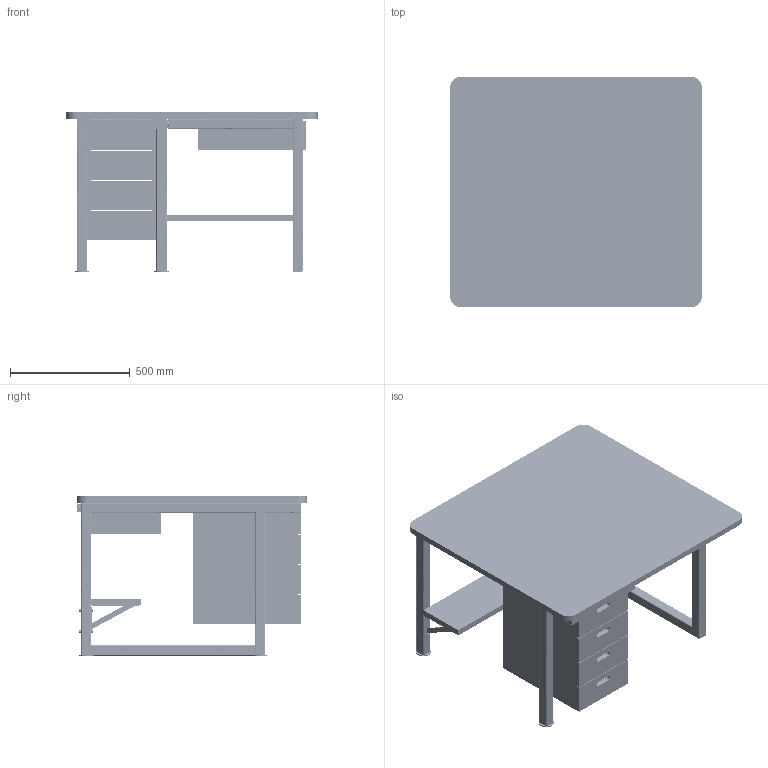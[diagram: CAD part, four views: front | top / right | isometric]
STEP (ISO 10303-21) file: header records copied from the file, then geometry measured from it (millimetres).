
FILE_DESCRIPTION(('FreeCAD Model'),'2;1');
FILE_NAME('Open CASCADE Shape Model','2025-05-01T20:22:36',('FreeCAD'),( 'FreeCAD'),'Open CASCADE STEP processor 7.6','FreeCAD','Unknown');
FILE_SCHEMA(('AUTOMOTIVE_DESIGN { 1 0 10303 214 1 1 1 1 }'));
Products named in the file (1): Open CASCADE STEP translator 7.6 1
Bounding box: 1050.95 x 963.38 x 665.6 mm (x, y, z)
Volume: 59254126.8 mm3; surface area: 9181136.6 mm2
Topology: 81 solids, 81 shells, 1923 faces, 4937 edges, 3197 vertices
Faces by surface type: bspline 1923
Entity records: 145313 total; most frequent: CARTESIAN_POINT 116967, ORIENTED_EDGE 9874, EDGE_CURVE 4937, B_SPLINE_CURVE_WITH_KNOTS 3543, VERTEX_POINT 3197, FACE_BOUND 2070, EDGE_LOOP 2070, ADVANCED_FACE 1923
